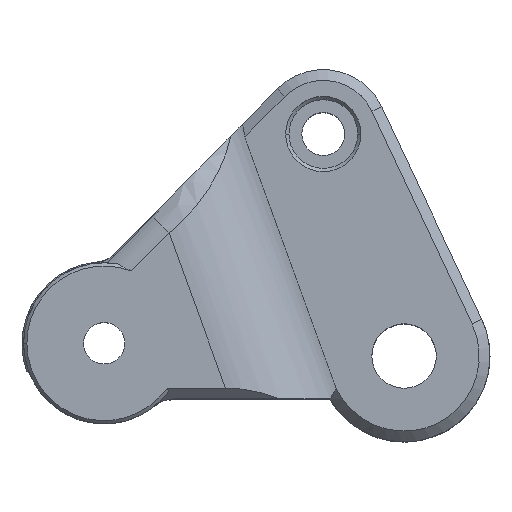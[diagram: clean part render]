
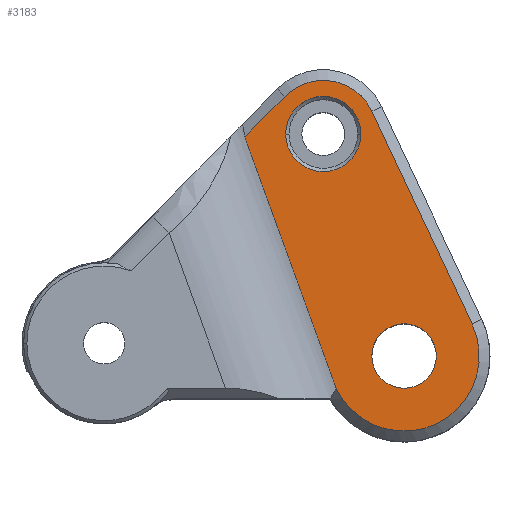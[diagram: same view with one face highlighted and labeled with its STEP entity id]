
A CAD part, top view. The second image highlights one B-rep face of the part: STEP entity #3183.
In plain terms, the highlighted planar face has unit normal (0, 0, 1).
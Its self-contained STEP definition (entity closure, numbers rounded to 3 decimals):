
#40 = ORIENTED_EDGE ( 'NONE', *, *, #3938, .T. ) ;
#72 = CIRCLE ( 'NONE', #465, 5. ) ;
#87 = EDGE_CURVE ( 'NONE', #2054, #3872, #1424, .T. ) ;
#154 = DIRECTION ( 'NONE',  ( 0., 0., -1. ) ) ;
#200 = CARTESIAN_POINT ( 'NONE',  ( 0., 0., 9. ) ) ;
#247 = EDGE_LOOP ( 'NONE', ( #3857, #3419 ) ) ;
#345 = CARTESIAN_POINT ( 'NONE',  ( 0., 0., 9. ) ) ;
#376 = EDGE_LOOP ( 'NONE', ( #40, #758, #4203, #2758, #1591 ) ) ;
#439 = CARTESIAN_POINT ( 'NONE',  ( 6.333, 2.982, 9. ) ) ;
#465 = AXIS2_PLACEMENT_3D ( 'NONE', #2182, #3523, #886 ) ;
#557 = PLANE ( 'NONE',  #3135 ) ;
#758 = ORIENTED_EDGE ( 'NONE', *, *, #3265, .T. ) ;
#776 = DIRECTION ( 'NONE',  ( 0., 0., 1. ) ) ;
#801 = CARTESIAN_POINT ( 'NONE',  ( -6.325, -3., 9. ) ) ;
#886 = DIRECTION ( 'NONE',  ( -1., 0., 0. ) ) ;
#982 = EDGE_CURVE ( 'NONE', #3241, #3613, #2298, .T. ) ;
#1165 = DIRECTION ( 'NONE',  ( 0., 0., -1. ) ) ;
#1205 = AXIS2_PLACEMENT_3D ( 'NONE', #3160, #1165, #2839 ) ;
#1235 = EDGE_CURVE ( 'NONE', #4068, #4132, #2342, .T. ) ;
#1249 = DIRECTION ( 'NONE',  ( -1., 0., 0. ) ) ;
#1263 = EDGE_CURVE ( 'NONE', #1780, #3391, #2975, .T. ) ;
#1271 = CIRCLE ( 'NONE', #3525, 3. ) ;
#1338 = AXIS2_PLACEMENT_3D ( 'NONE', #2160, #154, #3717 ) ;
#1366 = DIRECTION ( 'NONE',  ( 0., 0., 1. ) ) ;
#1424 = LINE ( 'NONE', #2432, #1462 ) ;
#1462 = VECTOR ( 'NONE', #3734, 1000. ) ;
#1494 = VECTOR ( 'NONE', #2304, 1000. ) ;
#1519 = FACE_BOUND ( 'NONE', #247, .T. ) ;
#1567 = DIRECTION ( 'NONE',  ( 0., 0., 1. ) ) ;
#1591 = ORIENTED_EDGE ( 'NONE', *, *, #1235, .T. ) ;
#1649 = CARTESIAN_POINT ( 'NONE',  ( -17.711, 17.464, 9. ) ) ;
#1673 = ORIENTED_EDGE ( 'NONE', *, *, #2033, .T. ) ;
#1693 = CARTESIAN_POINT ( 'NONE',  ( -3.001, 22.803, 9. ) ) ;
#1738 = DIRECTION ( 'NONE',  ( -0.426, 0.905, 0. ) ) ;
#1780 = VERTEX_POINT ( 'NONE', #3206 ) ;
#1857 = FACE_OUTER_BOUND ( 'NONE', #376, .T. ) ;
#1871 = EDGE_CURVE ( 'NONE', #3391, #1780, #1271, .T. ) ;
#1892 = CARTESIAN_POINT ( 'NONE',  ( -11.024, 20.673, 9. ) ) ;
#1904 = CARTESIAN_POINT ( 'NONE',  ( 0., 0., 9. ) ) ;
#1948 = DIRECTION ( 'NONE',  ( -1., 0., 0. ) ) ;
#2033 = EDGE_CURVE ( 'NONE', #3613, #3241, #3386, .T. ) ;
#2053 = AXIS2_PLACEMENT_3D ( 'NONE', #1904, #1567, #1249 ) ;
#2054 = VERTEX_POINT ( 'NONE', #3398 ) ;
#2115 = ORIENTED_EDGE ( 'NONE', *, *, #982, .T. ) ;
#2160 = CARTESIAN_POINT ( 'NONE',  ( -7.524, 20.673, 9. ) ) ;
#2182 = CARTESIAN_POINT ( 'NONE',  ( -7.524, 20.673, 9. ) ) ;
#2202 = FACE_BOUND ( 'NONE', #3474, .T. ) ;
#2223 = EDGE_CURVE ( 'NONE', #3872, #4068, #3572, .T. ) ;
#2298 = CIRCLE ( 'NONE', #1205, 3.5 ) ;
#2304 = DIRECTION ( 'NONE',  ( -0.702, -0.712, 0. ) ) ;
#2342 = LINE ( 'NONE', #439, #3529 ) ;
#2408 = CARTESIAN_POINT ( 'NONE',  ( 0., 0., 9. ) ) ;
#2432 = CARTESIAN_POINT ( 'NONE',  ( -14.835, 20.381, 9. ) ) ;
#2579 = CARTESIAN_POINT ( 'NONE',  ( 6.333, 2.982, 9. ) ) ;
#2690 = CARTESIAN_POINT ( 'NONE',  ( -11.085, 24.184, 9. ) ) ;
#2703 = VERTEX_POINT ( 'NONE', #2690 ) ;
#2758 = ORIENTED_EDGE ( 'NONE', *, *, #2223, .T. ) ;
#2773 = AXIS2_PLACEMENT_3D ( 'NONE', #2408, #776, #3292 ) ;
#2839 = DIRECTION ( 'NONE',  ( -1., 0., 0. ) ) ;
#2975 = CIRCLE ( 'NONE', #2773, 3. ) ;
#3059 = CARTESIAN_POINT ( 'NONE',  ( -3., 0., 9. ) ) ;
#3135 = AXIS2_PLACEMENT_3D ( 'NONE', #200, #3174, #4185 ) ;
#3160 = CARTESIAN_POINT ( 'NONE',  ( -7.524, 20.673, 9. ) ) ;
#3174 = DIRECTION ( 'NONE',  ( 0., 0., -1. ) ) ;
#3183 = ADVANCED_FACE ( 'NONE', ( #2202, #1519, #1857 ), #557, .F. ) ;
#3206 = CARTESIAN_POINT ( 'NONE',  ( 3., 0., 9. ) ) ;
#3241 = VERTEX_POINT ( 'NONE', #3304 ) ;
#3265 = EDGE_CURVE ( 'NONE', #2703, #2054, #3609, .T. ) ;
#3292 = DIRECTION ( 'NONE',  ( -1., 0., 0. ) ) ;
#3304 = CARTESIAN_POINT ( 'NONE',  ( -4.024, 20.673, 9. ) ) ;
#3386 = CIRCLE ( 'NONE', #1338, 3.5 ) ;
#3391 = VERTEX_POINT ( 'NONE', #3059 ) ;
#3398 = CARTESIAN_POINT ( 'NONE',  ( -14.835, 20.381, 9. ) ) ;
#3419 = ORIENTED_EDGE ( 'NONE', *, *, #1871, .F. ) ;
#3474 = EDGE_LOOP ( 'NONE', ( #1673, #2115 ) ) ;
#3523 = DIRECTION ( 'NONE',  ( 0., 0., 1. ) ) ;
#3525 = AXIS2_PLACEMENT_3D ( 'NONE', #345, #1366, #1948 ) ;
#3529 = VECTOR ( 'NONE', #1738, 1000. ) ;
#3572 = CIRCLE ( 'NONE', #2053, 7. ) ;
#3609 = LINE ( 'NONE', #1649, #1494 ) ;
#3613 = VERTEX_POINT ( 'NONE', #1892 ) ;
#3717 = DIRECTION ( 'NONE',  ( -1., 0., 0. ) ) ;
#3734 = DIRECTION ( 'NONE',  ( 0.342, -0.94, 0. ) ) ;
#3857 = ORIENTED_EDGE ( 'NONE', *, *, #1263, .F. ) ;
#3872 = VERTEX_POINT ( 'NONE', #801 ) ;
#3938 = EDGE_CURVE ( 'NONE', #4132, #2703, #72, .T. ) ;
#4068 = VERTEX_POINT ( 'NONE', #2579 ) ;
#4132 = VERTEX_POINT ( 'NONE', #1693 ) ;
#4185 = DIRECTION ( 'NONE',  ( -1., 0., 0. ) ) ;
#4203 = ORIENTED_EDGE ( 'NONE', *, *, #87, .T. ) ;
